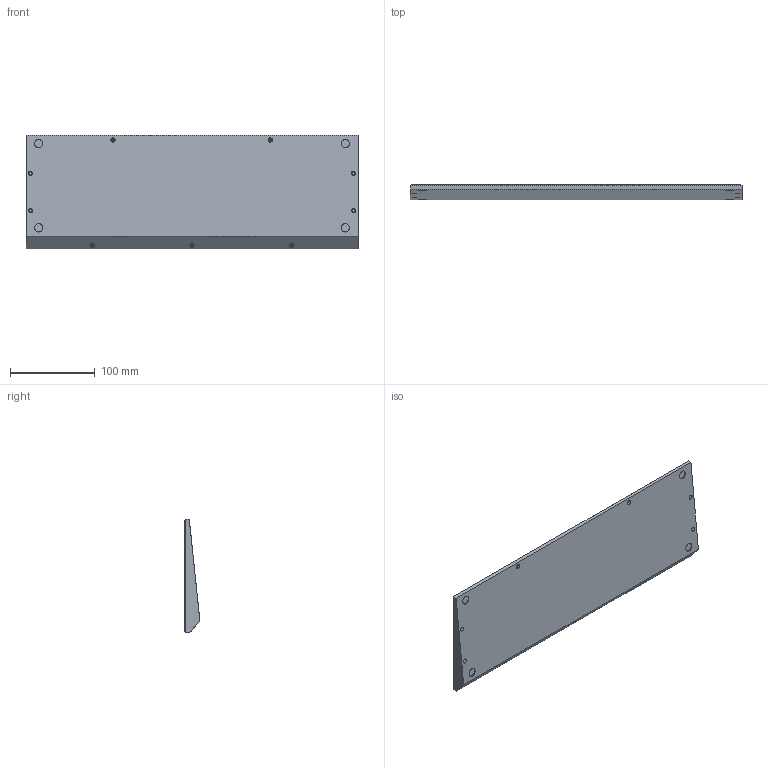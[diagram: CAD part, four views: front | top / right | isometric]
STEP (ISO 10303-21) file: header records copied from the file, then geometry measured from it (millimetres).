
FILE_DESCRIPTION (( 'STEP AP214' ), '1' );
FILE_NAME ('BottomPlate.STEP', '2020-08-15T03:00:12', ( '' ), ( '' ), 'SwSTEP 2.0', 'SolidWorks 2019', '' );
FILE_SCHEMA (( 'AUTOMOTIVE_DESIGN' ));
Length unit declared in the file: centimetre
Products named in the file (1): BottomPlate
Bounding box: 390.8 x 18.5 x 133.8 mm (x, y, z)
Volume: 456624.4 mm3; surface area: 119823.6 mm2
Topology: 1 solids, 1 shells, 104 faces, 267 edges, 178 vertices
Faces by surface type: cylinder 64, plane 40
Entity records: 3271 total; most frequent: CARTESIAN_POINT 604, DIRECTION 569, ORIENTED_EDGE 534, EDGE_CURVE 267, AXIS2_PLACEMENT_3D 215, VERTEX_POINT 178, LINE 139, VECTOR 139
